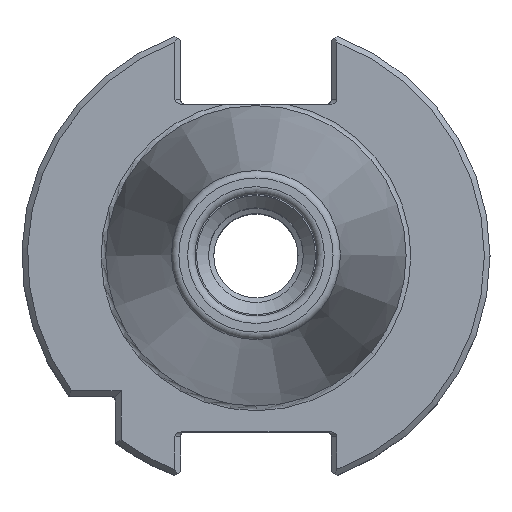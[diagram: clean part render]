
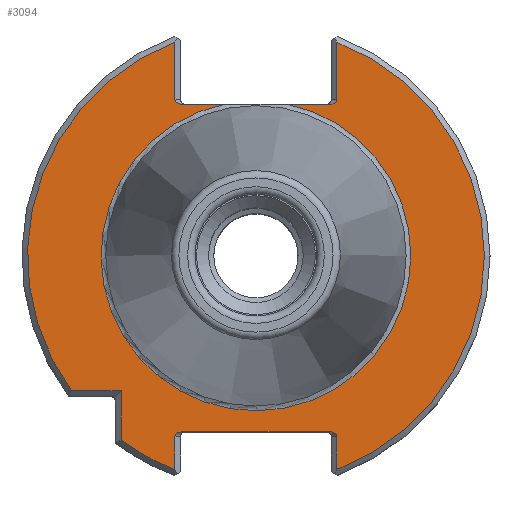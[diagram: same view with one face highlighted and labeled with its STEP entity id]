
A CAD part, top view. The second image highlights one B-rep face of the part: STEP entity #3094.
In plain terms, the highlighted planar face has unit normal (0, 0, 1).
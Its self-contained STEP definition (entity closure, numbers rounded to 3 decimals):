
#23=ELLIPSE('',#3318,0.707,0.5);
#26=ELLIPSE('',#3323,0.707,0.5);
#30=ELLIPSE('',#3338,0.707,0.5);
#31=ELLIPSE('',#3342,0.707,0.5);
#57=LINE('',#4413,#160);
#58=LINE('',#4422,#161);
#63=LINE('',#4437,#166);
#64=LINE('',#4448,#167);
#79=LINE('',#4548,#182);
#80=LINE('',#4550,#183);
#108=LINE('',#4712,#211);
#109=LINE('',#4713,#212);
#110=LINE('',#4714,#213);
#160=VECTOR('',#3687,1000.);
#161=VECTOR('',#3694,1000.);
#166=VECTOR('',#3701,1000.);
#167=VECTOR('',#3710,1000.);
#182=VECTOR('',#3763,1000.);
#183=VECTOR('',#3766,1000.);
#211=VECTOR('',#3882,1000.);
#212=VECTOR('',#3883,1000.);
#213=VECTOR('',#3884,1000.);
#361=PLANE('',#3341);
#798=ORIENTED_EDGE('',*,*,#1118,.T.);
#799=ORIENTED_EDGE('',*,*,#1115,.T.);
#800=ORIENTED_EDGE('',*,*,#1190,.T.);
#801=ORIENTED_EDGE('',*,*,#1215,.F.);
#802=ORIENTED_EDGE('',*,*,#1185,.T.);
#803=ORIENTED_EDGE('',*,*,#1109,.T.);
#804=ORIENTED_EDGE('',*,*,#1107,.T.);
#805=ORIENTED_EDGE('',*,*,#1106,.T.);
#806=ORIENTED_EDGE('',*,*,#1211,.T.);
#807=ORIENTED_EDGE('',*,*,#1216,.F.);
#808=ORIENTED_EDGE('',*,*,#1213,.F.);
#809=ORIENTED_EDGE('',*,*,#1217,.F.);
#810=ORIENTED_EDGE('',*,*,#1218,.T.);
#811=ORIENTED_EDGE('',*,*,#1119,.T.);
#812=ORIENTED_EDGE('',*,*,#1099,.T.);
#813=ORIENTED_EDGE('',*,*,#1153,.T.);
#814=ORIENTED_EDGE('',*,*,#1154,.T.);
#1099=EDGE_CURVE('',#1376,#1375,#1552,.T.);
#1106=EDGE_CURVE('',#1379,#1381,#57,.T.);
#1107=EDGE_CURVE('',#1382,#1379,#1554,.T.);
#1109=EDGE_CURVE('',#1383,#1382,#58,.T.);
#1115=EDGE_CURVE('',#1385,#1387,#63,.T.);
#1118=EDGE_CURVE('',#1388,#1385,#1556,.T.);
#1119=EDGE_CURVE('',#1390,#1376,#64,.T.);
#1153=EDGE_CURVE('',#1375,#1413,#79,.T.);
#1154=EDGE_CURVE('',#1413,#1388,#80,.T.);
#1185=EDGE_CURVE('',#1434,#1383,#23,.F.);
#1190=EDGE_CURVE('',#1387,#1437,#26,.F.);
#1211=EDGE_CURVE('',#1381,#1450,#30,.F.);
#1213=EDGE_CURVE('',#1451,#1452,#1575,.T.);
#1215=EDGE_CURVE('',#1434,#1437,#108,.T.);
#1216=EDGE_CURVE('',#1452,#1450,#109,.T.);
#1217=EDGE_CURVE('',#1453,#1451,#110,.T.);
#1218=EDGE_CURVE('',#1453,#1390,#31,.F.);
#1375=VERTEX_POINT('',#4389);
#1376=VERTEX_POINT('',#4391);
#1379=VERTEX_POINT('',#4408);
#1381=VERTEX_POINT('',#4412);
#1382=VERTEX_POINT('',#4416);
#1383=VERTEX_POINT('',#4423);
#1385=VERTEX_POINT('',#4432);
#1387=VERTEX_POINT('',#4436);
#1388=VERTEX_POINT('',#4443);
#1390=VERTEX_POINT('',#4449);
#1413=VERTEX_POINT('',#4547);
#1434=VERTEX_POINT('',#4641);
#1437=VERTEX_POINT('',#4651);
#1450=VERTEX_POINT('',#4700);
#1451=VERTEX_POINT('',#4704);
#1452=VERTEX_POINT('',#4705);
#1453=VERTEX_POINT('',#4715);
#1552=CIRCLE('',#3267,24.4);
#1554=CIRCLE('',#3271,24.4);
#1556=CIRCLE('',#3276,24.4);
#1575=CIRCLE('',#3340,16.543);
#1742=EDGE_LOOP('',(#798,#799,#800,#801,#802,#803,#804,#805,#806,#807,#808,
#809,#810,#811,#812,#813,#814));
#1941=FACE_BOUND('',#1742,.T.);
#3094=ADVANCED_FACE('',(#1941),#361,.T.);
#3267=AXIS2_PLACEMENT_3D('',#4390,#3679,#3680);
#3271=AXIS2_PLACEMENT_3D('',#4415,#3690,#3691);
#3276=AXIS2_PLACEMENT_3D('',#4446,#3706,#3707);
#3318=AXIS2_PLACEMENT_3D('',#4640,#3818,#3819);
#3323=AXIS2_PLACEMENT_3D('',#4650,#3830,#3831);
#3338=AXIS2_PLACEMENT_3D('',#4699,#3873,#3874);
#3340=AXIS2_PLACEMENT_3D('',#4703,#3878,#3879);
#3341=AXIS2_PLACEMENT_3D('',#4711,#3880,#3881);
#3342=AXIS2_PLACEMENT_3D('',#4716,#3885,#3886);
#3679=DIRECTION('',(0.,0.,1.));
#3680=DIRECTION('',(1.,0.,0.));
#3687=DIRECTION('',(0.,-1.,0.));
#3690=DIRECTION('',(0.,0.,1.));
#3691=DIRECTION('',(1.,0.,0.));
#3694=DIRECTION('',(0.,-1.,0.));
#3701=DIRECTION('',(0.,1.,0.));
#3706=DIRECTION('',(0.,0.,1.));
#3707=DIRECTION('',(1.,0.,0.));
#3710=DIRECTION('',(0.,1.,0.));
#3763=DIRECTION('',(1.,0.,0.));
#3766=DIRECTION('',(0.,-1.,0.));
#3818=DIRECTION('',(0.,0.,1.));
#3819=DIRECTION('',(1.,0.,0.));
#3830=DIRECTION('',(0.,0.,1.));
#3831=DIRECTION('',(1.,0.,0.));
#3873=DIRECTION('',(0.,0.,1.));
#3874=DIRECTION('',(-1.,0.,0.));
#3878=DIRECTION('',(0.,0.,1.));
#3879=DIRECTION('',(1.,0.,0.));
#3880=DIRECTION('',(0.,0.,1.));
#3881=DIRECTION('',(1.,0.,0.));
#3882=DIRECTION('',(-1.,0.,0.));
#3883=DIRECTION('',(1.,0.,0.));
#3884=DIRECTION('',(1.,0.,0.));
#3885=DIRECTION('',(0.,0.,1.));
#3886=DIRECTION('',(-1.,0.,0.));
#4389=CARTESIAN_POINT('',(-19.698,-14.4,-3.2));
#4390=CARTESIAN_POINT('',(0.,0.,-3.2));
#4391=CARTESIAN_POINT('',(-8.65,22.815,-3.2));
#4408=CARTESIAN_POINT('',(8.65,22.815,-3.2));
#4412=CARTESIAN_POINT('',(8.65,16.7,-3.2));
#4413=CARTESIAN_POINT('',(8.65,16.2,-3.2));
#4415=CARTESIAN_POINT('',(0.,0.,-3.2));
#4416=CARTESIAN_POINT('',(8.65,-22.815,-3.2));
#4422=CARTESIAN_POINT('',(8.65,-23.827,-3.2));
#4423=CARTESIAN_POINT('',(8.65,-19.3,-3.2));
#4432=CARTESIAN_POINT('',(-8.65,-22.815,-3.2));
#4436=CARTESIAN_POINT('',(-8.65,-19.3,-3.2));
#4437=CARTESIAN_POINT('',(-8.65,-18.8,-3.2));
#4443=CARTESIAN_POINT('',(-14.4,-19.698,-3.2));
#4446=CARTESIAN_POINT('',(0.,0.,-3.2));
#4448=CARTESIAN_POINT('',(-8.65,23.827,-3.2));
#4449=CARTESIAN_POINT('',(-8.65,16.7,-3.2));
#4547=CARTESIAN_POINT('',(-14.4,-14.4,-3.2));
#4548=CARTESIAN_POINT('',(-15.,-14.4,-3.2));
#4550=CARTESIAN_POINT('',(-14.4,-20.187,-3.2));
#4640=CARTESIAN_POINT('',(7.943,-19.3,-3.2));
#4641=CARTESIAN_POINT('',(7.943,-18.8,-3.2));
#4650=CARTESIAN_POINT('',(-7.943,-19.3,-3.2));
#4651=CARTESIAN_POINT('',(-7.943,-18.8,-3.2));
#4699=CARTESIAN_POINT('',(7.943,16.7,-3.2));
#4700=CARTESIAN_POINT('',(7.943,16.2,-3.2));
#4703=CARTESIAN_POINT('',(0.,0.,-3.2));
#4704=CARTESIAN_POINT('',(-3.35,16.2,-3.2));
#4705=CARTESIAN_POINT('',(3.35,16.2,-3.2));
#4711=CARTESIAN_POINT('',(16.543,0.,-3.2));
#4712=CARTESIAN_POINT('',(8.05,-18.8,-3.2));
#4713=CARTESIAN_POINT('',(-8.05,16.2,-3.2));
#4714=CARTESIAN_POINT('',(-8.05,16.2,-3.2));
#4715=CARTESIAN_POINT('',(-7.943,16.2,-3.2));
#4716=CARTESIAN_POINT('',(-7.943,16.7,-3.2));
